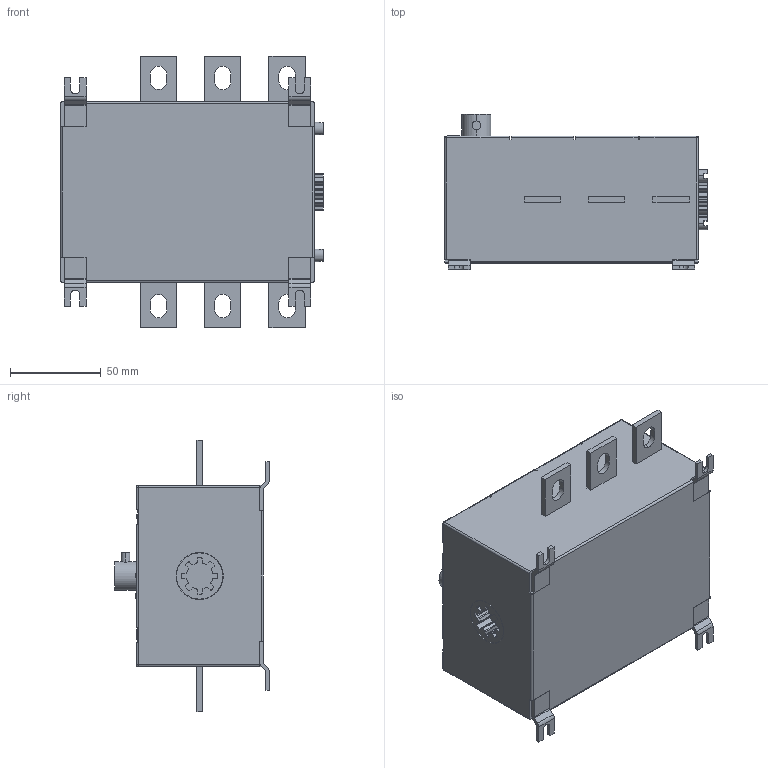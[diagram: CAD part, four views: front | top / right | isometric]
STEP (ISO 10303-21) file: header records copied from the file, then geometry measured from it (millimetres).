
FILE_DESCRIPTION (( 'STEP AP203' ), '1' );
FILE_NAME ('TwinBlock 250A (tb-s-250-3p).STEP', '2018-09-04T05:44:01', ( '' ), ( '' ), 'SwSTEP 2.0', 'SolidWorks 2017', '' );
FILE_SCHEMA (( 'CONFIG_CONTROL_DESIGN' ));
Length unit declared in the file: millimetre
Products named in the file (1): TwinBlock 250A (tb-s-250-3p)
Bounding box: 145 x 85.5 x 150 mm (x, y, z)
Volume: 986462.2 mm3; surface area: 76273.4 mm2
Topology: 5 solids, 5 shells, 689 faces, 1864 edges, 1232 vertices
Faces by surface type: plane 415, cylinder 203, bspline 67, sphere 4
Entity records: 25325 total; most frequent: CARTESIAN_POINT 8009, ORIENTED_EDGE 3720, DIRECTION 3352, EDGE_CURVE 1860, LINE 1314, VECTOR 1314, VERTEX_POINT 1232, AXIS2_PLACEMENT_3D 1019
